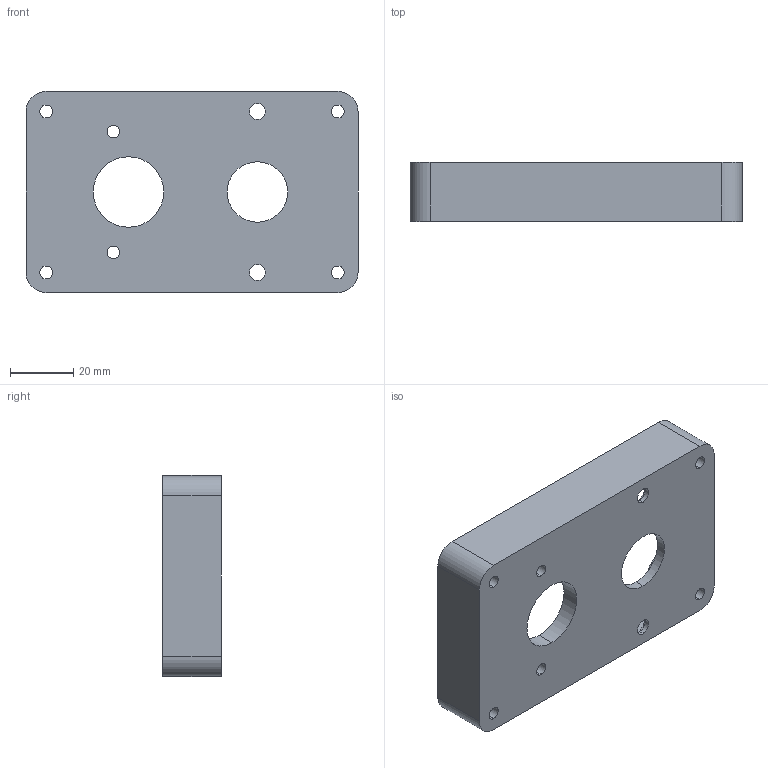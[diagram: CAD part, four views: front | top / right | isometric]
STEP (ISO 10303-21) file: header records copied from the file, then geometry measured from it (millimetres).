
FILE_DESCRIPTION (( 'STEP AP214' ), '1' );
FILE_NAME ('am-2456 SpinBox Housing.STEP', '2016-02-01T19:19:44', ( '' ), ( '' ), 'SwSTEP 2.0', 'SolidWorks 2014', '' );
FILE_SCHEMA (( 'AUTOMOTIVE_DESIGN' ));
Length unit declared in the file: inch
Products named in the file (1): am-2456 SpinBox Housing
Bounding box: 104.78 x 18.54 x 63.5 mm (x, y, z)
Volume: 36118 mm3; surface area: 24173.3 mm2
Topology: 1 solids, 1 shells, 80 faces, 222 edges, 148 vertices
Faces by surface type: cylinder 58, plane 22
Entity records: 3742 total; most frequent: DIRECTION 500, CARTESIAN_POINT 451, ORIENTED_EDGE 444, EDGE_CURVE 222, AXIS2_PLACEMENT_3D 197, VERTEX_POINT 148, CIRCLE 116, VECTOR 106
